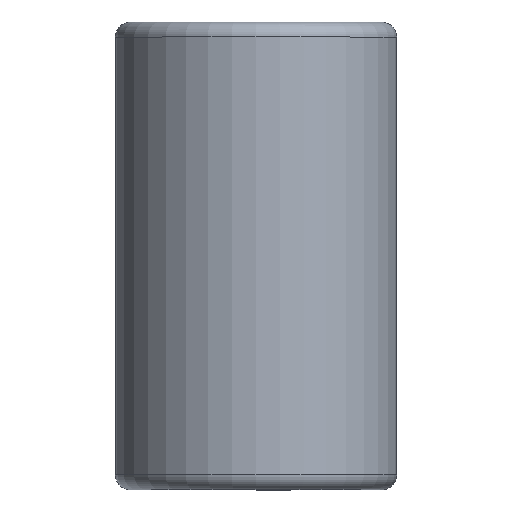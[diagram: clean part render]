
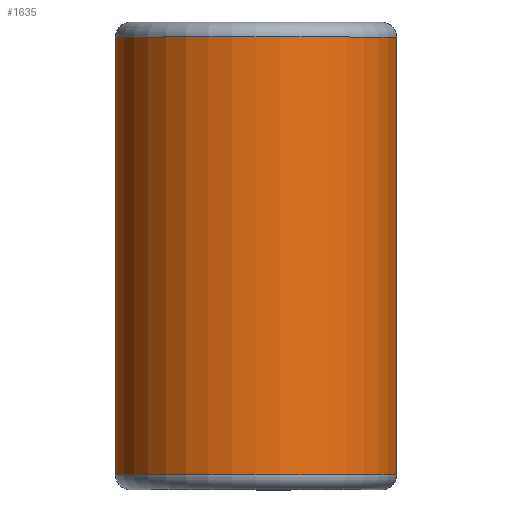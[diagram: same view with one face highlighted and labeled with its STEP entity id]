
A CAD part, top view. The second image highlights one B-rep face of the part: STEP entity #1635.
In plain terms, the highlighted cylindrical face has radius 7.163 mm (diameter 14.326 mm), a partial arc.
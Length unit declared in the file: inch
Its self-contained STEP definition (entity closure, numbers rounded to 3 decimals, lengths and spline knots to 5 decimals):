
#10 = CARTESIAN_POINT ( 'NONE',  ( 0., -0.43875, 0. ) ) ;
#36 = DIRECTION ( 'NONE',  ( 0., -1., 0. ) ) ;
#55 = EDGE_LOOP ( 'NONE', ( #1314, #1383, #1983, #1632 ) ) ;
#85 = DIRECTION ( 'NONE',  ( 0., 0., -1. ) ) ;
#365 = EDGE_CURVE ( 'NONE', #694, #1199, #1305, .T. ) ;
#449 = CYLINDRICAL_SURFACE ( 'NONE', #1259, 0.282 ) ;
#471 = EDGE_CURVE ( 'NONE', #694, #605, #504, .T. ) ;
#477 = EDGE_CURVE ( 'NONE', #605, #1693, #2399, .T. ) ;
#504 = LINE ( 'NONE', #2288, #1498 ) ;
#569 = DIRECTION ( 'NONE',  ( 0., 1., 0. ) ) ;
#605 = VERTEX_POINT ( 'NONE', #2186 ) ;
#694 = VERTEX_POINT ( 'NONE', #1281 ) ;
#777 = CARTESIAN_POINT ( 'NONE',  ( 0., -0.43875, -0.282 ) ) ;
#905 = EDGE_CURVE ( 'NONE', #1199, #1693, #1548, .T. ) ;
#922 = DIRECTION ( 'NONE',  ( 0., -1., 0. ) ) ;
#931 = DIRECTION ( 'NONE',  ( 0., 0., -1. ) ) ;
#1199 = VERTEX_POINT ( 'NONE', #777 ) ;
#1216 = FACE_OUTER_BOUND ( 'NONE', #55, .T. ) ;
#1259 = AXIS2_PLACEMENT_3D ( 'NONE', #2246, #922, #931 ) ;
#1281 = CARTESIAN_POINT ( 'NONE',  ( 0.282, -0.43875, 0. ) ) ;
#1305 = CIRCLE ( 'NONE', #1526, 0.282 ) ;
#1314 = ORIENTED_EDGE ( 'NONE', *, *, #471, .T. ) ;
#1383 = ORIENTED_EDGE ( 'NONE', *, *, #477, .T. ) ;
#1498 = VECTOR ( 'NONE', #2113, 39.37008 ) ;
#1526 = AXIS2_PLACEMENT_3D ( 'NONE', #10, #36, #85 ) ;
#1540 = CARTESIAN_POINT ( 'NONE',  ( 0., 0.43875, -0.282 ) ) ;
#1548 = LINE ( 'NONE', #1938, #2441 ) ;
#1632 = ORIENTED_EDGE ( 'NONE', *, *, #365, .F. ) ;
#1635 = ADVANCED_FACE ( 'NONE', ( #1216 ), #449, .T. ) ;
#1693 = VERTEX_POINT ( 'NONE', #1540 ) ;
#1873 = AXIS2_PLACEMENT_3D ( 'NONE', #1996, #1986, #1963 ) ;
#1938 = CARTESIAN_POINT ( 'NONE',  ( 0., 0.43875, -0.282 ) ) ;
#1963 = DIRECTION ( 'NONE',  ( 0., 0., -1. ) ) ;
#1983 = ORIENTED_EDGE ( 'NONE', *, *, #905, .F. ) ;
#1986 = DIRECTION ( 'NONE',  ( 0., -1., 0. ) ) ;
#1996 = CARTESIAN_POINT ( 'NONE',  ( 0., 0.43875, 0. ) ) ;
#2113 = DIRECTION ( 'NONE',  ( 0., 1., 0. ) ) ;
#2186 = CARTESIAN_POINT ( 'NONE',  ( 0.282, 0.43875, 0. ) ) ;
#2246 = CARTESIAN_POINT ( 'NONE',  ( 0., 0.4375, 0. ) ) ;
#2288 = CARTESIAN_POINT ( 'NONE',  ( 0.282, 0.43875, 0. ) ) ;
#2399 = CIRCLE ( 'NONE', #1873, 0.282 ) ;
#2441 = VECTOR ( 'NONE', #569, 39.37008 ) ;
